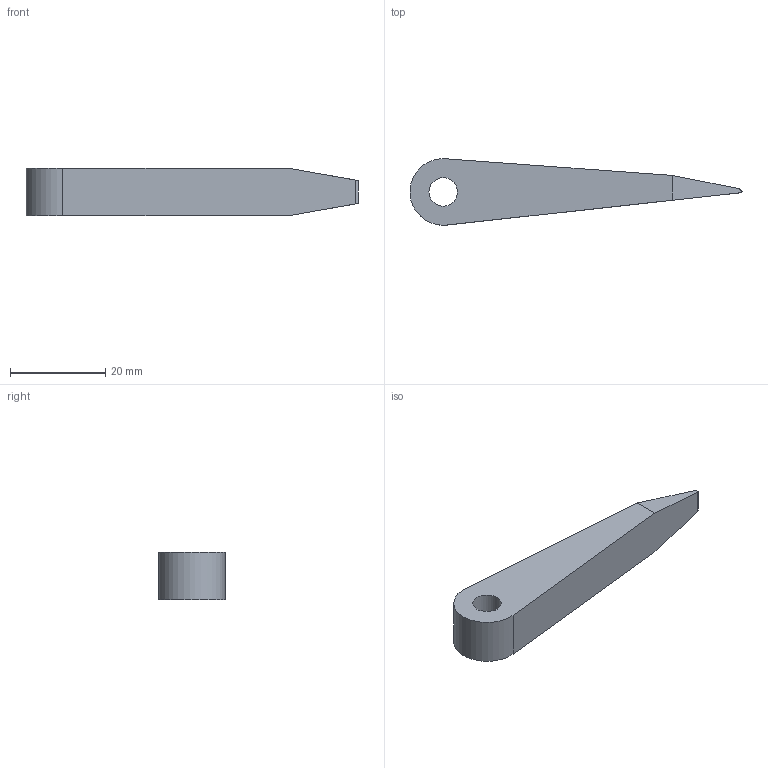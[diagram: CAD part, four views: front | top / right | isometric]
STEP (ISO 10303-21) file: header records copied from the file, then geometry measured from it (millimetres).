
FILE_DESCRIPTION(('STEP AP214'), '1');
FILE_NAME('finger', '', ('UNSPECIFIED'), ('UNSPECIFIED'), 'C3D Converter', 'C3D Toolkit', '');
FILE_SCHEMA(('AUTOMOTIVE_DESIGN { 1 0 10303 214 3 1 1}'));
Length unit declared in the file: millimetre
Bounding box: 69.82 x 13.97 x 10 mm (x, y, z)
Volume: 5479.6 mm3; surface area: 2711.9 mm2
Topology: 1 solids, 1 shells, 11 faces, 27 edges, 18 vertices
Faces by surface type: plane 7, cylinder 4
Full cylindrical faces by diameter (mm): 6 x1
Entity records: 452 total; most frequent: CARTESIAN_POINT 68, ORIENTED_EDGE 52, DIRECTION 50, EDGE_CURVE 26, VERTEX_POINT 18, LINE 18, VECTOR 18, AXIS2_PLACEMENT_3D 16
